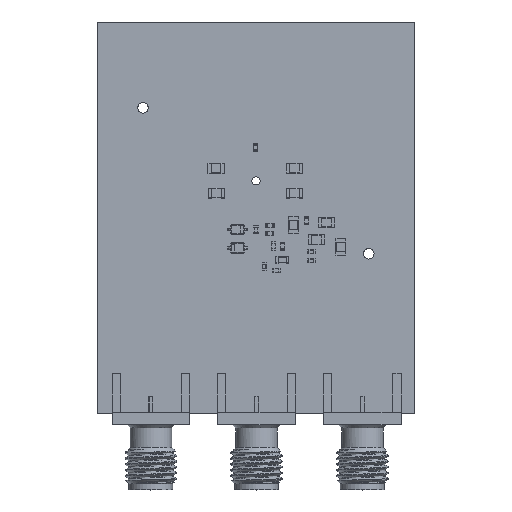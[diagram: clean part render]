
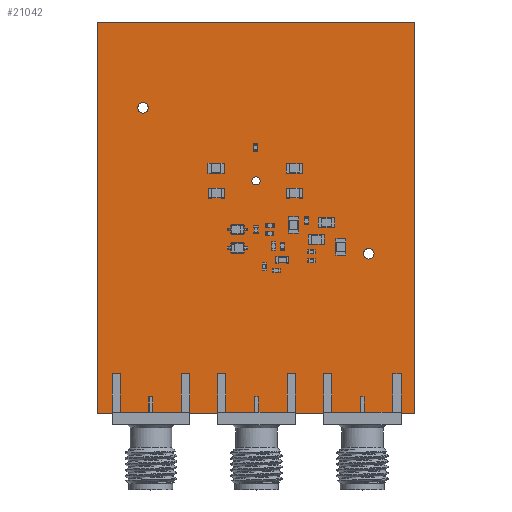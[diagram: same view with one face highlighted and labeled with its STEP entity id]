
A CAD part, top view. The second image highlights one B-rep face of the part: STEP entity #21042.
In plain terms, the highlighted planar face has unit normal (0, 0, 1).
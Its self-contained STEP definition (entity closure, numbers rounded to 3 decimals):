
#20650 = VERTEX_POINT('',#20651);
#20651 = CARTESIAN_POINT('',(19.5,-28.5,1.6));
#20658 = PLANE('',#20659);
#20659 = AXIS2_PLACEMENT_3D('',#20660,#20661,#20662);
#20660 = CARTESIAN_POINT('',(19.5,-28.5,0.));
#20661 = DIRECTION('',(0.,-1.,0.));
#20662 = DIRECTION('',(-1.,0.,0.));
#20670 = PLANE('',#20671);
#20671 = AXIS2_PLACEMENT_3D('',#20672,#20673,#20674);
#20672 = CARTESIAN_POINT('',(19.5,19.5,0.));
#20673 = DIRECTION('',(1.,0.,-0.));
#20674 = DIRECTION('',(0.,-1.,0.));
#20682 = EDGE_CURVE('',#20650,#20683,#20685,.T.);
#20683 = VERTEX_POINT('',#20684);
#20684 = CARTESIAN_POINT('',(-19.5,-28.5,1.6));
#20685 = SURFACE_CURVE('',#20686,(#20690,#20697),.PCURVE_S1.);
#20686 = LINE('',#20687,#20688);
#20687 = CARTESIAN_POINT('',(19.5,-28.5,1.6));
#20688 = VECTOR('',#20689,1.);
#20689 = DIRECTION('',(-1.,0.,0.));
#20690 = PCURVE('',#20658,#20691);
#20691 = DEFINITIONAL_REPRESENTATION('',(#20692),#20696);
#20692 = LINE('',#20693,#20694);
#20693 = CARTESIAN_POINT('',(0.,-1.6));
#20694 = VECTOR('',#20695,1.);
#20695 = DIRECTION('',(1.,0.));
#20696 = ( GEOMETRIC_REPRESENTATION_CONTEXT(2) 
PARAMETRIC_REPRESENTATION_CONTEXT() REPRESENTATION_CONTEXT('2D SPACE',''
  ) );
#20697 = PCURVE('',#20698,#20703);
#20698 = PLANE('',#20699);
#20699 = AXIS2_PLACEMENT_3D('',#20700,#20701,#20702);
#20700 = CARTESIAN_POINT('',(0.,-4.5,1.6));
#20701 = DIRECTION('',(-0.,-0.,-1.));
#20702 = DIRECTION('',(-1.,0.,0.));
#20703 = DEFINITIONAL_REPRESENTATION('',(#20704),#20708);
#20704 = LINE('',#20705,#20706);
#20705 = CARTESIAN_POINT('',(-19.5,-24.));
#20706 = VECTOR('',#20707,1.);
#20707 = DIRECTION('',(1.,0.));
#20708 = ( GEOMETRIC_REPRESENTATION_CONTEXT(2) 
PARAMETRIC_REPRESENTATION_CONTEXT() REPRESENTATION_CONTEXT('2D SPACE',''
  ) );
#20726 = PLANE('',#20727);
#20727 = AXIS2_PLACEMENT_3D('',#20728,#20729,#20730);
#20728 = CARTESIAN_POINT('',(-19.5,-28.5,0.));
#20729 = DIRECTION('',(-1.,0.,0.));
#20730 = DIRECTION('',(0.,1.,0.));
#20770 = VERTEX_POINT('',#20771);
#20771 = CARTESIAN_POINT('',(19.5,19.5,1.6));
#20785 = PLANE('',#20786);
#20786 = AXIS2_PLACEMENT_3D('',#20787,#20788,#20789);
#20787 = CARTESIAN_POINT('',(-19.5,19.5,0.));
#20788 = DIRECTION('',(0.,1.,0.));
#20789 = DIRECTION('',(1.,0.,0.));
#20797 = EDGE_CURVE('',#20770,#20650,#20798,.T.);
#20798 = SURFACE_CURVE('',#20799,(#20803,#20810),.PCURVE_S1.);
#20799 = LINE('',#20800,#20801);
#20800 = CARTESIAN_POINT('',(19.5,19.5,1.6));
#20801 = VECTOR('',#20802,1.);
#20802 = DIRECTION('',(0.,-1.,0.));
#20803 = PCURVE('',#20670,#20804);
#20804 = DEFINITIONAL_REPRESENTATION('',(#20805),#20809);
#20805 = LINE('',#20806,#20807);
#20806 = CARTESIAN_POINT('',(0.,-1.6));
#20807 = VECTOR('',#20808,1.);
#20808 = DIRECTION('',(1.,0.));
#20809 = ( GEOMETRIC_REPRESENTATION_CONTEXT(2) 
PARAMETRIC_REPRESENTATION_CONTEXT() REPRESENTATION_CONTEXT('2D SPACE',''
  ) );
#20810 = PCURVE('',#20698,#20811);
#20811 = DEFINITIONAL_REPRESENTATION('',(#20812),#20816);
#20812 = LINE('',#20813,#20814);
#20813 = CARTESIAN_POINT('',(-19.5,24.));
#20814 = VECTOR('',#20815,1.);
#20815 = DIRECTION('',(0.,-1.));
#20816 = ( GEOMETRIC_REPRESENTATION_CONTEXT(2) 
PARAMETRIC_REPRESENTATION_CONTEXT() REPRESENTATION_CONTEXT('2D SPACE',''
  ) );
#20844 = EDGE_CURVE('',#20683,#20845,#20847,.T.);
#20845 = VERTEX_POINT('',#20846);
#20846 = CARTESIAN_POINT('',(-19.5,19.5,1.6));
#20847 = SURFACE_CURVE('',#20848,(#20852,#20859),.PCURVE_S1.);
#20848 = LINE('',#20849,#20850);
#20849 = CARTESIAN_POINT('',(-19.5,-28.5,1.6));
#20850 = VECTOR('',#20851,1.);
#20851 = DIRECTION('',(0.,1.,0.));
#20852 = PCURVE('',#20726,#20853);
#20853 = DEFINITIONAL_REPRESENTATION('',(#20854),#20858);
#20854 = LINE('',#20855,#20856);
#20855 = CARTESIAN_POINT('',(0.,-1.6));
#20856 = VECTOR('',#20857,1.);
#20857 = DIRECTION('',(1.,0.));
#20858 = ( GEOMETRIC_REPRESENTATION_CONTEXT(2) 
PARAMETRIC_REPRESENTATION_CONTEXT() REPRESENTATION_CONTEXT('2D SPACE',''
  ) );
#20859 = PCURVE('',#20698,#20860);
#20860 = DEFINITIONAL_REPRESENTATION('',(#20861),#20865);
#20861 = LINE('',#20862,#20863);
#20862 = CARTESIAN_POINT('',(19.5,-24.));
#20863 = VECTOR('',#20864,1.);
#20864 = DIRECTION('',(0.,1.));
#20865 = ( GEOMETRIC_REPRESENTATION_CONTEXT(2) 
PARAMETRIC_REPRESENTATION_CONTEXT() REPRESENTATION_CONTEXT('2D SPACE',''
  ) );
#20961 = CYLINDRICAL_SURFACE('',#20962,0.65);
#20962 = AXIS2_PLACEMENT_3D('',#20963,#20964,#20965);
#20963 = CARTESIAN_POINT('',(13.834,-8.934,-0.8));
#20964 = DIRECTION('',(0.,0.,1.));
#20965 = DIRECTION('',(1.,0.,-0.));
#20996 = CYLINDRICAL_SURFACE('',#20997,0.5);
#20997 = AXIS2_PLACEMENT_3D('',#20998,#20999,#21000);
#20998 = CARTESIAN_POINT('',(0.,0.,-0.8));
#20999 = DIRECTION('',(0.,0.,1.));
#21000 = DIRECTION('',(1.,0.,-0.));
#21031 = CYLINDRICAL_SURFACE('',#21032,0.65);
#21032 = AXIS2_PLACEMENT_3D('',#21033,#21034,#21035);
#21033 = CARTESIAN_POINT('',(-13.866,8.966,-0.8));
#21034 = DIRECTION('',(0.,0.,1.));
#21035 = DIRECTION('',(1.,0.,-0.));
#21042 = ADVANCED_FACE('',(#21043,#21069,#21099,#21129),#20698,.F.);
#21043 = FACE_BOUND('',#21044,.F.);
#21044 = EDGE_LOOP('',(#21045,#21046,#21047,#21068));
#21045 = ORIENTED_EDGE('',*,*,#20682,.T.);
#21046 = ORIENTED_EDGE('',*,*,#20844,.T.);
#21047 = ORIENTED_EDGE('',*,*,#21048,.T.);
#21048 = EDGE_CURVE('',#20845,#20770,#21049,.T.);
#21049 = SURFACE_CURVE('',#21050,(#21054,#21061),.PCURVE_S1.);
#21050 = LINE('',#21051,#21052);
#21051 = CARTESIAN_POINT('',(-19.5,19.5,1.6));
#21052 = VECTOR('',#21053,1.);
#21053 = DIRECTION('',(1.,0.,0.));
#21054 = PCURVE('',#20698,#21055);
#21055 = DEFINITIONAL_REPRESENTATION('',(#21056),#21060);
#21056 = LINE('',#21057,#21058);
#21057 = CARTESIAN_POINT('',(19.5,24.));
#21058 = VECTOR('',#21059,1.);
#21059 = DIRECTION('',(-1.,0.));
#21060 = ( GEOMETRIC_REPRESENTATION_CONTEXT(2) 
PARAMETRIC_REPRESENTATION_CONTEXT() REPRESENTATION_CONTEXT('2D SPACE',''
  ) );
#21061 = PCURVE('',#20785,#21062);
#21062 = DEFINITIONAL_REPRESENTATION('',(#21063),#21067);
#21063 = LINE('',#21064,#21065);
#21064 = CARTESIAN_POINT('',(0.,-1.6));
#21065 = VECTOR('',#21066,1.);
#21066 = DIRECTION('',(1.,0.));
#21067 = ( GEOMETRIC_REPRESENTATION_CONTEXT(2) 
PARAMETRIC_REPRESENTATION_CONTEXT() REPRESENTATION_CONTEXT('2D SPACE',''
  ) );
#21068 = ORIENTED_EDGE('',*,*,#20797,.T.);
#21069 = FACE_BOUND('',#21070,.F.);
#21070 = EDGE_LOOP('',(#21071));
#21071 = ORIENTED_EDGE('',*,*,#21072,.T.);
#21072 = EDGE_CURVE('',#21073,#21073,#21075,.T.);
#21073 = VERTEX_POINT('',#21074);
#21074 = CARTESIAN_POINT('',(14.484,-8.934,1.6));
#21075 = SURFACE_CURVE('',#21076,(#21081,#21092),.PCURVE_S1.);
#21076 = CIRCLE('',#21077,0.65);
#21077 = AXIS2_PLACEMENT_3D('',#21078,#21079,#21080);
#21078 = CARTESIAN_POINT('',(13.834,-8.934,1.6));
#21079 = DIRECTION('',(0.,0.,1.));
#21080 = DIRECTION('',(1.,0.,-0.));
#21081 = PCURVE('',#20698,#21082);
#21082 = DEFINITIONAL_REPRESENTATION('',(#21083),#21091);
#21083 = ( BOUNDED_CURVE() B_SPLINE_CURVE(2,(#21084,#21085,#21086,#21087
    ,#21088,#21089,#21090),.UNSPECIFIED.,.T.,.F.) 
B_SPLINE_CURVE_WITH_KNOTS((1,2,2,2,2,1),(-2.094,0.,
    2.094,4.189,6.283,8.378),
.UNSPECIFIED.) CURVE() GEOMETRIC_REPRESENTATION_ITEM() 
RATIONAL_B_SPLINE_CURVE((1.,0.5,1.,0.5,1.,0.5,1.)) REPRESENTATION_ITEM(
  '') );
#21084 = CARTESIAN_POINT('',(-14.484,-4.434));
#21085 = CARTESIAN_POINT('',(-14.484,-3.308));
#21086 = CARTESIAN_POINT('',(-13.509,-3.871));
#21087 = CARTESIAN_POINT('',(-12.534,-4.434));
#21088 = CARTESIAN_POINT('',(-13.509,-4.997));
#21089 = CARTESIAN_POINT('',(-14.484,-5.56));
#21090 = CARTESIAN_POINT('',(-14.484,-4.434));
#21091 = ( GEOMETRIC_REPRESENTATION_CONTEXT(2) 
PARAMETRIC_REPRESENTATION_CONTEXT() REPRESENTATION_CONTEXT('2D SPACE',''
  ) );
#21092 = PCURVE('',#20961,#21093);
#21093 = DEFINITIONAL_REPRESENTATION('',(#21094),#21098);
#21094 = LINE('',#21095,#21096);
#21095 = CARTESIAN_POINT('',(0.,2.4));
#21096 = VECTOR('',#21097,1.);
#21097 = DIRECTION('',(1.,0.));
#21098 = ( GEOMETRIC_REPRESENTATION_CONTEXT(2) 
PARAMETRIC_REPRESENTATION_CONTEXT() REPRESENTATION_CONTEXT('2D SPACE',''
  ) );
#21099 = FACE_BOUND('',#21100,.F.);
#21100 = EDGE_LOOP('',(#21101));
#21101 = ORIENTED_EDGE('',*,*,#21102,.T.);
#21102 = EDGE_CURVE('',#21103,#21103,#21105,.T.);
#21103 = VERTEX_POINT('',#21104);
#21104 = CARTESIAN_POINT('',(0.5,0.,1.6));
#21105 = SURFACE_CURVE('',#21106,(#21111,#21122),.PCURVE_S1.);
#21106 = CIRCLE('',#21107,0.5);
#21107 = AXIS2_PLACEMENT_3D('',#21108,#21109,#21110);
#21108 = CARTESIAN_POINT('',(0.,0.,1.6));
#21109 = DIRECTION('',(0.,0.,1.));
#21110 = DIRECTION('',(1.,0.,-0.));
#21111 = PCURVE('',#20698,#21112);
#21112 = DEFINITIONAL_REPRESENTATION('',(#21113),#21121);
#21113 = ( BOUNDED_CURVE() B_SPLINE_CURVE(2,(#21114,#21115,#21116,#21117
    ,#21118,#21119,#21120),.UNSPECIFIED.,.T.,.F.) 
B_SPLINE_CURVE_WITH_KNOTS((1,2,2,2,2,1),(-2.094,0.,
    2.094,4.189,6.283,8.378),
.UNSPECIFIED.) CURVE() GEOMETRIC_REPRESENTATION_ITEM() 
RATIONAL_B_SPLINE_CURVE((1.,0.5,1.,0.5,1.,0.5,1.)) REPRESENTATION_ITEM(
  '') );
#21114 = CARTESIAN_POINT('',(-0.5,4.5));
#21115 = CARTESIAN_POINT('',(-0.5,5.366));
#21116 = CARTESIAN_POINT('',(0.25,4.933));
#21117 = CARTESIAN_POINT('',(1.,4.5));
#21118 = CARTESIAN_POINT('',(0.25,4.067));
#21119 = CARTESIAN_POINT('',(-0.5,3.634));
#21120 = CARTESIAN_POINT('',(-0.5,4.5));
#21121 = ( GEOMETRIC_REPRESENTATION_CONTEXT(2) 
PARAMETRIC_REPRESENTATION_CONTEXT() REPRESENTATION_CONTEXT('2D SPACE',''
  ) );
#21122 = PCURVE('',#20996,#21123);
#21123 = DEFINITIONAL_REPRESENTATION('',(#21124),#21128);
#21124 = LINE('',#21125,#21126);
#21125 = CARTESIAN_POINT('',(0.,2.4));
#21126 = VECTOR('',#21127,1.);
#21127 = DIRECTION('',(1.,0.));
#21128 = ( GEOMETRIC_REPRESENTATION_CONTEXT(2) 
PARAMETRIC_REPRESENTATION_CONTEXT() REPRESENTATION_CONTEXT('2D SPACE',''
  ) );
#21129 = FACE_BOUND('',#21130,.F.);
#21130 = EDGE_LOOP('',(#21131));
#21131 = ORIENTED_EDGE('',*,*,#21132,.T.);
#21132 = EDGE_CURVE('',#21133,#21133,#21135,.T.);
#21133 = VERTEX_POINT('',#21134);
#21134 = CARTESIAN_POINT('',(-13.216,8.966,1.6));
#21135 = SURFACE_CURVE('',#21136,(#21141,#21152),.PCURVE_S1.);
#21136 = CIRCLE('',#21137,0.65);
#21137 = AXIS2_PLACEMENT_3D('',#21138,#21139,#21140);
#21138 = CARTESIAN_POINT('',(-13.866,8.966,1.6));
#21139 = DIRECTION('',(0.,0.,1.));
#21140 = DIRECTION('',(1.,0.,-0.));
#21141 = PCURVE('',#20698,#21142);
#21142 = DEFINITIONAL_REPRESENTATION('',(#21143),#21151);
#21143 = ( BOUNDED_CURVE() B_SPLINE_CURVE(2,(#21144,#21145,#21146,#21147
    ,#21148,#21149,#21150),.UNSPECIFIED.,.T.,.F.) 
B_SPLINE_CURVE_WITH_KNOTS((1,2,2,2,2,1),(-2.094,0.,
    2.094,4.189,6.283,8.378),
.UNSPECIFIED.) CURVE() GEOMETRIC_REPRESENTATION_ITEM() 
RATIONAL_B_SPLINE_CURVE((1.,0.5,1.,0.5,1.,0.5,1.)) REPRESENTATION_ITEM(
  '') );
#21144 = CARTESIAN_POINT('',(13.216,13.466));
#21145 = CARTESIAN_POINT('',(13.216,14.592));
#21146 = CARTESIAN_POINT('',(14.191,14.029));
#21147 = CARTESIAN_POINT('',(15.166,13.466));
#21148 = CARTESIAN_POINT('',(14.191,12.903));
#21149 = CARTESIAN_POINT('',(13.216,12.34));
#21150 = CARTESIAN_POINT('',(13.216,13.466));
#21151 = ( GEOMETRIC_REPRESENTATION_CONTEXT(2) 
PARAMETRIC_REPRESENTATION_CONTEXT() REPRESENTATION_CONTEXT('2D SPACE',''
  ) );
#21152 = PCURVE('',#21031,#21153);
#21153 = DEFINITIONAL_REPRESENTATION('',(#21154),#21158);
#21154 = LINE('',#21155,#21156);
#21155 = CARTESIAN_POINT('',(0.,2.4));
#21156 = VECTOR('',#21157,1.);
#21157 = DIRECTION('',(1.,0.));
#21158 = ( GEOMETRIC_REPRESENTATION_CONTEXT(2) 
PARAMETRIC_REPRESENTATION_CONTEXT() REPRESENTATION_CONTEXT('2D SPACE',''
  ) );
